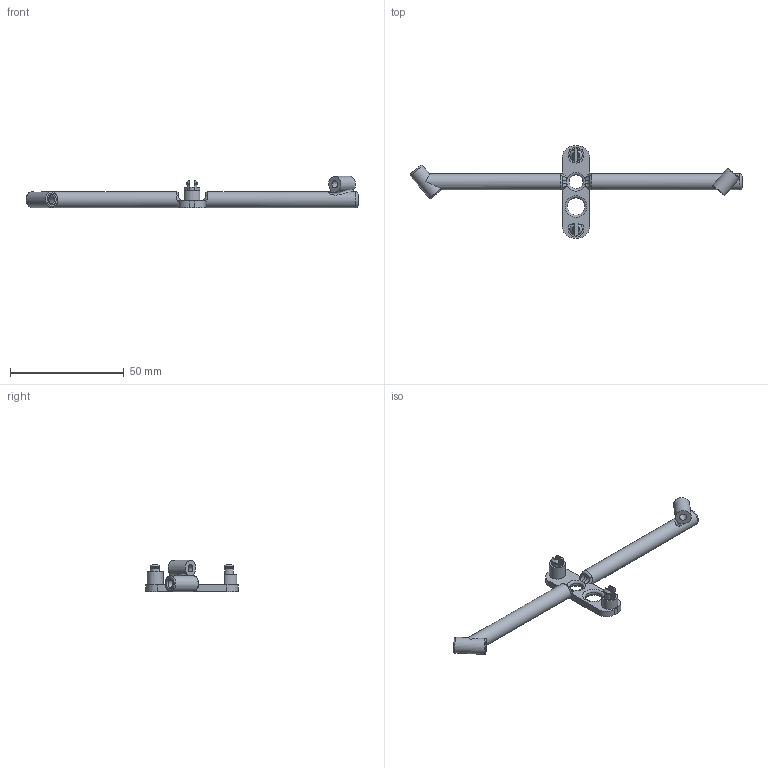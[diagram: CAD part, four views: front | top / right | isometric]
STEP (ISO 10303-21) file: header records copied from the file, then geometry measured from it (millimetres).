
FILE_DESCRIPTION(/* description */ (''),/* implementation_level */ '2;1');
FILE_NAME(/* name */ '5-Attache_moteur_avancer v1.step',/* time_stamp */ '2023-06-05T13:53:20+02:00',/* author */ (''),/* organization */ (''),/* preprocessor_version */ 'ST-DEVELOPER v19.2',/* originating_system */ 'Autodesk Translation Framework v12.6.0.85',/* authorisation */ '');
FILE_SCHEMA (('AUTOMOTIVE_DESIGN { 1 0 10303 214 3 1 1 }'));
Length unit declared in the file: millimetre
Products named in the file (1): 5-Attache_moteur_avancer
Bounding box: 146 x 40.49 x 13.79 mm (x, y, z)
Volume: 5736.6 mm3; surface area: 6658.8 mm2
Topology: 1 solids, 2 shells, 107 faces, 264 edges, 169 vertices
Faces by surface type: plane 39, cylinder 37, torus 20, bspline 7, cone 4
Full cylindrical faces by diameter (mm): 3.2 x1, 3.5 x3, 5.5 x1, 6.1 x1, 7 x4, 7.6 x1
Entity records: 4069 total; most frequent: CARTESIAN_POINT 1554, ORIENTED_EDGE 528, DIRECTION 509, EDGE_CURVE 264, AXIS2_PLACEMENT_3D 211, VERTEX_POINT 169, EDGE_LOOP 123, FACE_OUTER_BOUND 107
